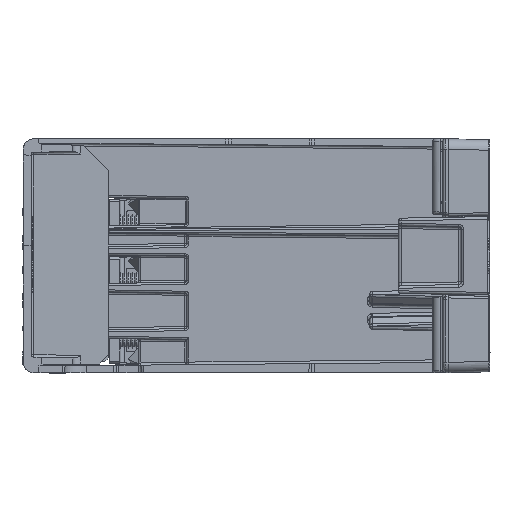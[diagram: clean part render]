
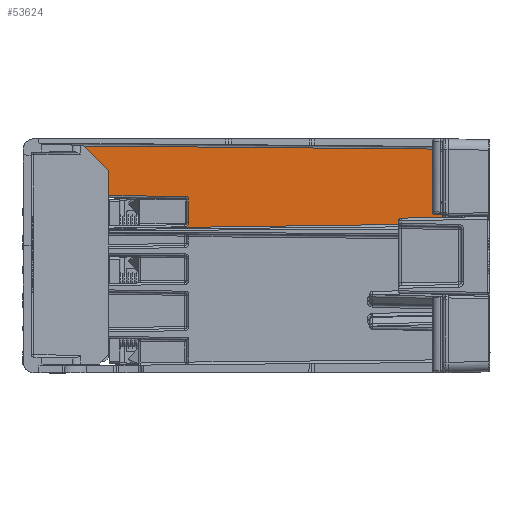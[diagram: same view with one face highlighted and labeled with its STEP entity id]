
A CAD part, left-side view. The second image highlights one B-rep face of the part: STEP entity #53624.
In plain terms, the highlighted planar face has unit normal (-1, 0.018, 0).
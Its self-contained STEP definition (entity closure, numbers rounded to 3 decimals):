
#8576=DIRECTION('',(0.,0.,1.));
#8577=VECTOR('',#8576,9.463);
#8578=CARTESIAN_POINT('',(31.358,85.8,11.616));
#8579=LINE('',#8578,#8577);
#9170=CARTESIAN_POINT('',(30.866,57.607,10.676));
#9171=CARTESIAN_POINT('',(30.866,57.607,10.719));
#9172=CARTESIAN_POINT('',(30.866,57.615,10.805));
#9173=CARTESIAN_POINT('',(30.867,57.652,10.936));
#9174=CARTESIAN_POINT('',(30.868,57.716,11.06));
#9175=CARTESIAN_POINT('',(30.869,57.804,11.17));
#9176=CARTESIAN_POINT('',(30.871,57.914,11.261));
#9177=CARTESIAN_POINT('',(30.873,58.039,11.328));
#9178=CARTESIAN_POINT('',(30.876,58.172,11.368));
#9179=CARTESIAN_POINT('',(30.877,58.258,11.376));
#9180=CARTESIAN_POINT('',(30.878,58.301,11.376));
#9187=DIRECTION('',(0.017,1.,0.009));
#9188=VECTOR('',#9187,27.504);
#9189=CARTESIAN_POINT('',(30.878,58.301,11.376));
#9190=LINE('',#9189,#9188);
#9204=DIRECTION('',(0.,0.,1.));
#9205=VECTOR('',#9204,4.321);
#9206=CARTESIAN_POINT('',(30.866,57.607,6.355));
#9207=LINE('',#9206,#9205);
#9225=CARTESIAN_POINT('',(30.88,58.393,5.556));
#9226=CARTESIAN_POINT('',(30.879,58.346,5.556));
#9227=CARTESIAN_POINT('',(30.877,58.252,5.566));
#9228=CARTESIAN_POINT('',(30.875,58.104,5.609));
#9229=CARTESIAN_POINT('',(30.872,57.964,5.683));
#9230=CARTESIAN_POINT('',(30.87,57.839,5.784));
#9231=CARTESIAN_POINT('',(30.868,57.736,5.91));
#9232=CARTESIAN_POINT('',(30.867,57.66,6.053));
#9233=CARTESIAN_POINT('',(30.866,57.616,6.207));
#9234=CARTESIAN_POINT('',(30.866,57.607,6.306));
#9235=CARTESIAN_POINT('',(30.866,57.607,6.355));
#9270=CARTESIAN_POINT('',(31.355,85.603,5.081));
#9290=DIRECTION('',(-0.017,-1.,0.017));
#9291=VECTOR('',#9290,27.219);
#9292=CARTESIAN_POINT('',(31.355,85.603,5.081));
#9293=LINE('',#9292,#9291);
#9303=DIRECTION('',(0.,0.,-1.));
#9304=VECTOR('',#9303,0.469);
#9305=CARTESIAN_POINT('',(31.355,85.603,5.081));
#9306=LINE('',#9305,#9304);
#9326=DIRECTION('',(0.017,1.,0.009));
#9327=VECTOR('',#9326,12.315);
#9328=CARTESIAN_POINT('',(31.14,73.291,4.504));
#9329=LINE('',#9328,#9327);
#9355=CARTESIAN_POINT('',(31.14,73.291,4.504));
#9375=DIRECTION('',(0.,0.,1.));
#9376=VECTOR('',#9375,0.739);
#9377=CARTESIAN_POINT('',(31.14,73.291,4.504));
#9378=LINE('',#9377,#9376);
#9388=CARTESIAN_POINT('',(31.14,73.291,5.243));
#9406=DIRECTION('',(-0.017,-1.,0.013));
#9407=VECTOR('',#9406,64.816);
#9408=CARTESIAN_POINT('',(31.14,73.291,5.243));
#9409=LINE('',#9408,#9407);
#17461=DIRECTION('',(0.,0.,1.));
#17462=VECTOR('',#17461,14.294);
#17463=CARTESIAN_POINT('',(30.009,8.491,6.11));
#17464=LINE('',#17463,#17462);
#17479=DIRECTION('',(-0.017,-1.,-0.009));
#17480=VECTOR('',#17479,77.323);
#17481=CARTESIAN_POINT('',(31.358,85.8,21.079));
#17482=LINE('',#17481,#17480);
#34147=CARTESIAN_POINT('',(31.358,85.8,21.079));
#34148=CARTESIAN_POINT('',(30.009,8.491,20.404));
#34149=VERTEX_POINT('',#34147);
#34150=VERTEX_POINT('',#34148);
#34167=CARTESIAN_POINT('',(30.009,8.491,6.11));
#34168=VERTEX_POINT('',#34167);
#34480=CARTESIAN_POINT('',(30.878,58.301,11.376));
#34481=CARTESIAN_POINT('',(31.358,85.8,11.616));
#34482=VERTEX_POINT('',#34480);
#34483=VERTEX_POINT('',#34481);
#34489=VERTEX_POINT('',#9170);
#34492=CARTESIAN_POINT('',(30.866,57.607,6.355));
#34493=VERTEX_POINT('',#34492);
#34495=VERTEX_POINT('',#9225);
#34957=VERTEX_POINT('',#9270);
#34960=VERTEX_POINT('',#9388);
#34980=VERTEX_POINT('',#9355);
#34982=CARTESIAN_POINT('',(31.355,85.603,4.612));
#34984=VERTEX_POINT('',#34982);
#53594=CARTESIAN_POINT('',(30.,8.,25.22));
#53595=DIRECTION('',(1.,-0.017,0.));
#53596=DIRECTION('',(0.,0.,-1.));
#53597=AXIS2_PLACEMENT_3D('',#53594,#53595,#53596);
#53598=PLANE('',#53597);
#53600=ORIENTED_EDGE('',*,*,#53599,.T.);
#53602=ORIENTED_EDGE('',*,*,#53601,.F.);
#53604=ORIENTED_EDGE('',*,*,#53603,.T.);
#53606=ORIENTED_EDGE('',*,*,#53605,.T.);
#53608=ORIENTED_EDGE('',*,*,#53607,.T.);
#53610=ORIENTED_EDGE('',*,*,#53609,.T.);
#53612=ORIENTED_EDGE('',*,*,#53611,.T.);
#53613=ORIENTED_EDGE('',*,*,#53192,.T.);
#53615=ORIENTED_EDGE('',*,*,#53614,.T.);
#53617=ORIENTED_EDGE('',*,*,#53616,.F.);
#53619=ORIENTED_EDGE('',*,*,#53618,.F.);
#53621=ORIENTED_EDGE('',*,*,#53620,.F.);
#53622=EDGE_LOOP('',(#53600,#53602,#53604,#53606,#53608,#53610,#53612,#53613,
#53615,#53617,#53619,#53621));
#53623=FACE_OUTER_BOUND('',#53622,.F.);
#53624=ADVANCED_FACE('',(#53623),#53598,.F.);
#9181=B_SPLINE_CURVE_WITH_KNOTS('',3,(#9170,#9171,#9172,#9173,#9174,#9175,#9176,
#9177,#9178,#9179,#9180),.UNSPECIFIED.,.F.,.F.,(4,1,1,1,1,1,1,1,4),(0.,
0.125,0.25,0.375,0.5,0.625,0.75,0.875,1.),.UNSPECIFIED.);
#9236=B_SPLINE_CURVE_WITH_KNOTS('',3,(#9225,#9226,#9227,#9228,#9229,#9230,#9231,
#9232,#9233,#9234,#9235),.UNSPECIFIED.,.F.,.F.,(4,1,1,1,1,1,1,1,4),(0.,
0.125,0.25,0.375,0.5,0.625,0.75,0.875,1.),.UNSPECIFIED.);
#53192=EDGE_CURVE('',#34483,#34149,#8579,.T.);
#53599=EDGE_CURVE('',#34980,#34984,#9329,.T.);
#53601=EDGE_CURVE('',#34957,#34984,#9306,.T.);
#53603=EDGE_CURVE('',#34957,#34495,#9293,.T.);
#53605=EDGE_CURVE('',#34495,#34493,#9236,.T.);
#53607=EDGE_CURVE('',#34493,#34489,#9207,.T.);
#53609=EDGE_CURVE('',#34489,#34482,#9181,.T.);
#53611=EDGE_CURVE('',#34482,#34483,#9190,.T.);
#53614=EDGE_CURVE('',#34149,#34150,#17482,.T.);
#53616=EDGE_CURVE('',#34168,#34150,#17464,.T.);
#53618=EDGE_CURVE('',#34960,#34168,#9409,.T.);
#53620=EDGE_CURVE('',#34980,#34960,#9378,.T.);
